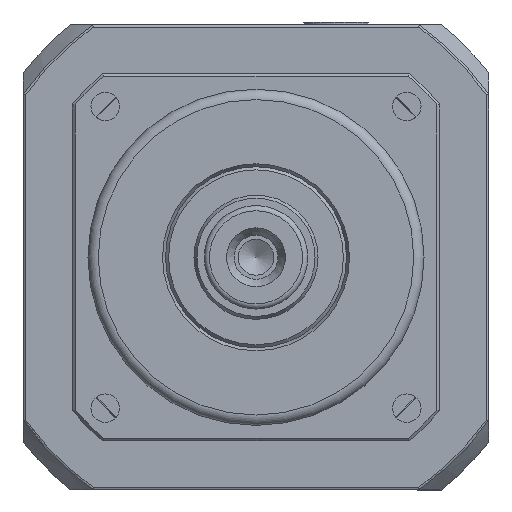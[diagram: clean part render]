
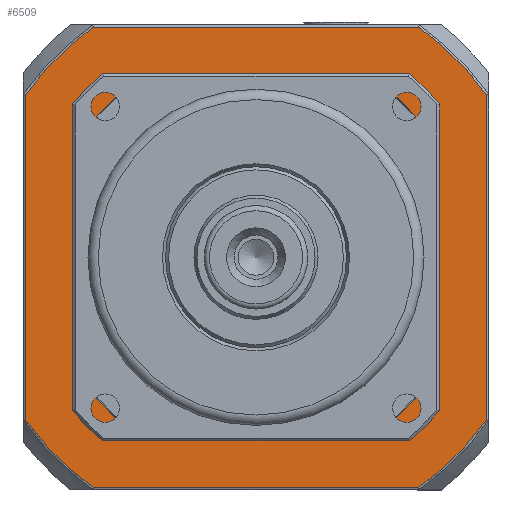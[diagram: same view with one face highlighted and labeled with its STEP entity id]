
A CAD part, left-side view. The second image highlights one B-rep face of the part: STEP entity #6509.
In plain terms, the highlighted planar face has unit normal (-1, 0, 0).
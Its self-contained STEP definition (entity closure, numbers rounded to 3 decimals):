
#243=LINE('',#10107,#551);
#245=LINE('',#10166,#553);
#247=LINE('',#10214,#555);
#251=LINE('',#10274,#559);
#551=VECTOR('',#8102,125.841);
#553=VECTOR('',#8112,125.841);
#555=VECTOR('',#8122,125.841);
#559=VECTOR('',#8134,125.841);
#1434=FACE_BOUND('',#2209,.T.);
#1701=FACE_OUTER_BOUND('',#2208,.T.);
#2208=EDGE_LOOP('',(#4880,#4881,#4882,#4883,#4884,#4885,#4886,#4887));
#2209=EDGE_LOOP('',(#4888));
#2752=CIRCLE('',#7039,108.995);
#2754=CIRCLE('',#7043,108.995);
#2757=CIRCLE('',#7048,108.995);
#2759=CIRCLE('',#7052,108.995);
#2767=CIRCLE('',#7065,65.);
#3182=VERTEX_POINT('',#10105);
#3183=VERTEX_POINT('',#10106);
#3188=VERTEX_POINT('',#10150);
#3190=VERTEX_POINT('',#10165);
#3194=VERTEX_POINT('',#10198);
#3196=VERTEX_POINT('',#10213);
#3201=VERTEX_POINT('',#10249);
#3204=VERTEX_POINT('',#10273);
#3215=VERTEX_POINT('',#10324);
#3820=EDGE_CURVE('',#3182,#3183,#243,.T.);
#3826=EDGE_CURVE('',#3183,#3188,#2752,.T.);
#3829=EDGE_CURVE('',#3188,#3190,#245,.T.);
#3834=EDGE_CURVE('',#3190,#3194,#2754,.T.);
#3837=EDGE_CURVE('',#3194,#3196,#247,.T.);
#3844=EDGE_CURVE('',#3196,#3201,#2757,.T.);
#3848=EDGE_CURVE('',#3201,#3204,#251,.T.);
#3852=EDGE_CURVE('',#3204,#3182,#2759,.T.);
#3866=EDGE_CURVE('',#3215,#3215,#2767,.T.);
#4880=ORIENTED_EDGE('',*,*,#3820,.F.);
#4881=ORIENTED_EDGE('',*,*,#3852,.F.);
#4882=ORIENTED_EDGE('',*,*,#3848,.F.);
#4883=ORIENTED_EDGE('',*,*,#3844,.F.);
#4884=ORIENTED_EDGE('',*,*,#3837,.F.);
#4885=ORIENTED_EDGE('',*,*,#3834,.F.);
#4886=ORIENTED_EDGE('',*,*,#3829,.F.);
#4887=ORIENTED_EDGE('',*,*,#3826,.F.);
#4888=ORIENTED_EDGE('',*,*,#3866,.F.);
#6246=PLANE('',#7064);
#6509=ADVANCED_FACE('',(#1701,#1434),#6246,.T.);
#7039=AXIS2_PLACEMENT_3D('',#10151,#8106,#8107);
#7043=AXIS2_PLACEMENT_3D('',#10199,#8116,#8117);
#7048=AXIS2_PLACEMENT_3D('',#10250,#8129,#8130);
#7052=AXIS2_PLACEMENT_3D('',#10296,#8139,#8140);
#7064=AXIS2_PLACEMENT_3D('',#10323,#8169,#8170);
#7065=AXIS2_PLACEMENT_3D('',#10325,#8171,#8172);
#8102=DIRECTION('',(0.,1.,0.));
#8106=DIRECTION('center_axis',(1.,0.,0.));
#8107=DIRECTION('ref_axis',(0.,0.707,-0.707));
#8112=DIRECTION('',(0.,0.,1.));
#8116=DIRECTION('center_axis',(1.,0.,0.));
#8117=DIRECTION('ref_axis',(0.,0.707,0.707));
#8122=DIRECTION('',(0.,-1.,0.));
#8129=DIRECTION('center_axis',(1.,0.,0.));
#8130=DIRECTION('ref_axis',(0.,-0.707,0.707));
#8134=DIRECTION('',(0.,0.,-1.));
#8139=DIRECTION('center_axis',(1.,0.,0.));
#8140=DIRECTION('ref_axis',(0.,-0.707,-0.707));
#8169=DIRECTION('center_axis',(-1.,0.,0.));
#8170=DIRECTION('ref_axis',(0.,0.,-1.));
#8171=DIRECTION('center_axis',(-1.,0.,0.));
#8172=DIRECTION('ref_axis',(0.,0.,
1.));
#10105=CARTESIAN_POINT('',(-110.559,-213.231,-166.003));
#10106=CARTESIAN_POINT('',(-110.559,-87.389,-166.003));
#10107=CARTESIAN_POINT('',(-110.559,-105.31,-166.003));
#10150=CARTESIAN_POINT('',(-110.559,-61.31,-139.923));
#10151=CARTESIAN_POINT('Origin',(-110.559,-150.31,-77.003));
#10165=CARTESIAN_POINT('',(-110.559,-61.31,-14.082));
#10166=CARTESIAN_POINT('',(-110.559,-61.31,-32.003));
#10198=CARTESIAN_POINT('',(-110.559,-87.389,11.997));
#10199=CARTESIAN_POINT('Origin',(-110.559,-150.31,-77.003));
#10213=CARTESIAN_POINT('',(-110.559,-213.231,11.997));
#10214=CARTESIAN_POINT('',(-110.559,-195.31,11.997));
#10249=CARTESIAN_POINT('',(-110.559,-239.31,-14.082));
#10250=CARTESIAN_POINT('Origin',(-110.559,-150.31,-77.003));
#10273=CARTESIAN_POINT('',(-110.559,-239.31,-139.923));
#10274=CARTESIAN_POINT('',(-110.559,-239.31,-122.003));
#10296=CARTESIAN_POINT('Origin',(-110.559,-150.31,-77.003));
#10323=CARTESIAN_POINT('Origin',(-110.559,-150.31,-77.003));
#10324=CARTESIAN_POINT('',(-110.559,-150.31,-142.003));
#10325=CARTESIAN_POINT('Origin',(-110.559,-150.31,-77.003));
